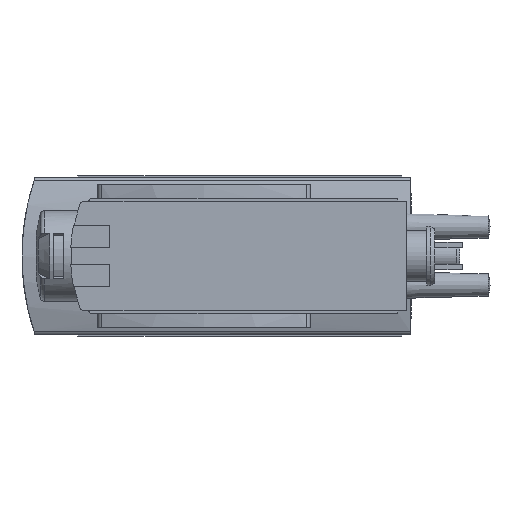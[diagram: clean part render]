
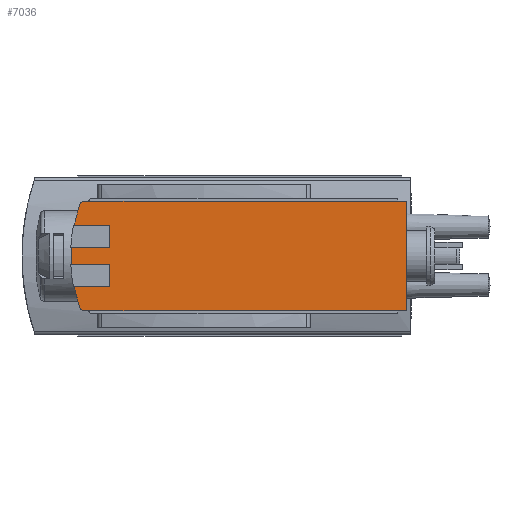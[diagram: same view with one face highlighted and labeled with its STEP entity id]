
A CAD part, left-side view. The second image highlights one B-rep face of the part: STEP entity #7036.
In plain terms, the highlighted face is planar.
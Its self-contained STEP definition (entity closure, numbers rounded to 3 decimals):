
#113=PLANE('',#7595);
#399=CIRCLE('',#7534,15.);
#401=CIRCLE('',#7536,15.);
#403=CIRCLE('',#7538,15.);
#438=CIRCLE('',#7596,0.5);
#439=CIRCLE('',#7597,0.5);
#828=LINE('',#11049,#1428);
#829=LINE('',#11051,#1429);
#830=LINE('',#11053,#1430);
#831=LINE('',#11054,#1431);
#832=LINE('',#11056,#1432);
#833=LINE('',#11058,#1433);
#834=LINE('',#11061,#1434);
#835=LINE('',#11063,#1435);
#836=LINE('',#11065,#1436);
#1428=VECTOR('',#8615,1000.);
#1429=VECTOR('',#8616,1000.);
#1430=VECTOR('',#8617,1000.);
#1431=VECTOR('',#8618,1000.);
#1432=VECTOR('',#8619,1000.);
#1433=VECTOR('',#8620,1000.);
#1434=VECTOR('',#8623,1000.);
#1435=VECTOR('',#8624,1000.);
#1436=VECTOR('',#8625,1000.);
#2176=ORIENTED_EDGE('',*,*,#4148,.F.);
#2177=ORIENTED_EDGE('',*,*,#4149,.F.);
#2178=ORIENTED_EDGE('',*,*,#4150,.F.);
#2179=ORIENTED_EDGE('',*,*,#4031,.F.);
#2180=ORIENTED_EDGE('',*,*,#4151,.F.);
#2181=ORIENTED_EDGE('',*,*,#4152,.F.);
#2182=ORIENTED_EDGE('',*,*,#4153,.F.);
#2183=ORIENTED_EDGE('',*,*,#4027,.F.);
#2184=ORIENTED_EDGE('',*,*,#4154,.F.);
#2185=ORIENTED_EDGE('',*,*,#4155,.F.);
#2186=ORIENTED_EDGE('',*,*,#4156,.F.);
#2187=ORIENTED_EDGE('',*,*,#4157,.F.);
#2188=ORIENTED_EDGE('',*,*,#4158,.F.);
#2189=ORIENTED_EDGE('',*,*,#4023,.F.);
#4023=EDGE_CURVE('',#5023,#5025,#399,.T.);
#4027=EDGE_CURVE('',#5028,#5029,#401,.T.);
#4031=EDGE_CURVE('',#5032,#5033,#403,.T.);
#4148=EDGE_CURVE('',#5126,#5023,#828,.T.);
#4149=EDGE_CURVE('',#5127,#5126,#829,.T.);
#4150=EDGE_CURVE('',#5033,#5127,#830,.T.);
#4151=EDGE_CURVE('',#5128,#5032,#831,.T.);
#4152=EDGE_CURVE('',#5129,#5128,#832,.T.);
#4153=EDGE_CURVE('',#5029,#5129,#833,.T.);
#4154=EDGE_CURVE('',#5130,#5028,#438,.T.);
#4155=EDGE_CURVE('',#5131,#5130,#834,.T.);
#4156=EDGE_CURVE('',#5132,#5131,#835,.T.);
#4157=EDGE_CURVE('',#5133,#5132,#836,.T.);
#4158=EDGE_CURVE('',#5025,#5133,#439,.T.);
#5023=VERTEX_POINT('',#10774);
#5025=VERTEX_POINT('',#10777);
#5028=VERTEX_POINT('',#10783);
#5029=VERTEX_POINT('',#10785);
#5032=VERTEX_POINT('',#10791);
#5033=VERTEX_POINT('',#10793);
#5126=VERTEX_POINT('',#11050);
#5127=VERTEX_POINT('',#11052);
#5128=VERTEX_POINT('',#11055);
#5129=VERTEX_POINT('',#11057);
#5130=VERTEX_POINT('',#11060);
#5131=VERTEX_POINT('',#11062);
#5132=VERTEX_POINT('',#11064);
#5133=VERTEX_POINT('',#11066);
#5716=EDGE_LOOP('',(#2176,#2177,#2178,#2179,#2180,#2181,#2182,#2183,#2184,
#2185,#2186,#2187,#2188,#2189));
#6329=FACE_BOUND('',#5716,.T.);
#7036=ADVANCED_FACE('',(#6329),#113,.F.);
#7534=AXIS2_PLACEMENT_3D('',#10776,#8416,#8417);
#7536=AXIS2_PLACEMENT_3D('',#10784,#8422,#8423);
#7538=AXIS2_PLACEMENT_3D('',#10792,#8428,#8429);
#7595=AXIS2_PLACEMENT_3D('',#11048,#8613,#8614);
#7596=AXIS2_PLACEMENT_3D('',#11059,#8621,#8622);
#7597=AXIS2_PLACEMENT_3D('',#11067,#8626,#8627);
#8416=DIRECTION('',(0.,0.,1.));
#8417=DIRECTION('',(1.,0.,0.));
#8422=DIRECTION('',(0.,0.,1.));
#8423=DIRECTION('',(1.,0.,0.));
#8428=DIRECTION('',(0.,0.,1.));
#8429=DIRECTION('',(1.,0.,0.));
#8613=DIRECTION('',(0.,0.,1.));
#8614=DIRECTION('',(1.,0.,0.));
#8615=DIRECTION('',(0.,1.,0.));
#8616=DIRECTION('',(-1.,0.,0.));
#8617=DIRECTION('',(0.,-1.,0.));
#8618=DIRECTION('',(0.,1.,0.));
#8619=DIRECTION('',(-1.,0.,0.));
#8620=DIRECTION('',(0.,-1.,0.));
#8621=DIRECTION('',(0.,0.,1.));
#8622=DIRECTION('',(1.,0.,0.));
#8623=DIRECTION('',(0.,1.,0.));
#8624=DIRECTION('',(1.,0.,0.));
#8625=DIRECTION('',(0.,-1.,0.));
#8626=DIRECTION('',(0.,0.,1.));
#8627=DIRECTION('',(1.,0.,0.));
#10774=CARTESIAN_POINT('',(-2.75,30.146,-23.2));
#10776=CARTESIAN_POINT('',(0.,15.4,-23.2));
#10777=CARTESIAN_POINT('',(-4.552,29.693,-23.2));
#10783=CARTESIAN_POINT('',(4.552,29.693,-23.2));
#10784=CARTESIAN_POINT('',(0.,15.4,-23.2));
#10785=CARTESIAN_POINT('',(2.75,30.146,-23.2));
#10791=CARTESIAN_POINT('',(0.75,30.381,-23.2));
#10792=CARTESIAN_POINT('',(0.,15.4,-23.2));
#10793=CARTESIAN_POINT('',(-0.75,30.381,-23.2));
#11048=CARTESIAN_POINT('',(-4.4,29.216,-23.2));
#11049=CARTESIAN_POINT('',(-2.75,29.216,-23.2));
#11050=CARTESIAN_POINT('',(-2.75,27.,-23.2));
#11051=CARTESIAN_POINT('',(-4.4,27.,-23.2));
#11052=CARTESIAN_POINT('',(-0.75,27.,-23.2));
#11053=CARTESIAN_POINT('',(-0.75,29.216,-23.2));
#11054=CARTESIAN_POINT('',(0.75,29.216,-23.2));
#11055=CARTESIAN_POINT('',(0.75,27.,-23.2));
#11056=CARTESIAN_POINT('',(-4.4,27.,-23.2));
#11057=CARTESIAN_POINT('',(2.75,27.,-23.2));
#11058=CARTESIAN_POINT('',(2.75,29.216,-23.2));
#11059=CARTESIAN_POINT('',(4.4,29.216,-23.2));
#11060=CARTESIAN_POINT('',(4.9,29.216,-23.2));
#11061=CARTESIAN_POINT('',(4.9,0.,-23.2));
#11062=CARTESIAN_POINT('',(4.9,0.4,-23.2));
#11063=CARTESIAN_POINT('',(-4.4,0.4,-23.2));
#11064=CARTESIAN_POINT('',(-4.9,0.4,-23.2));
#11065=CARTESIAN_POINT('',(-4.9,29.216,-23.2));
#11066=CARTESIAN_POINT('',(-4.9,29.216,-23.2));
#11067=CARTESIAN_POINT('',(-4.4,29.216,-23.2));
